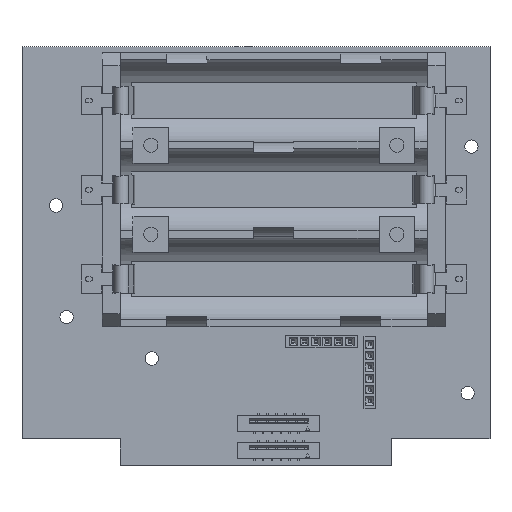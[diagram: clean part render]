
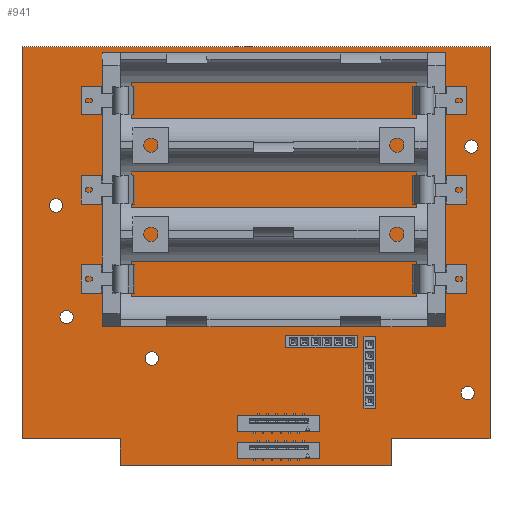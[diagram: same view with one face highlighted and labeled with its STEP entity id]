
A CAD part, top view. The second image highlights one B-rep face of the part: STEP entity #941.
In plain terms, the highlighted planar face has unit normal (0, 0, 1).
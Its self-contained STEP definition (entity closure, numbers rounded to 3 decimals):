
#72 = VERTEX_POINT('',#73);
#73 = CARTESIAN_POINT('',(70.,42.,0.411));
#79 = EDGE_CURVE('',#72,#80,#82,.T.);
#80 = VERTEX_POINT('',#81);
#81 = CARTESIAN_POINT('',(70.,130.,0.411));
#82 = LINE('',#83,#84);
#83 = CARTESIAN_POINT('',(70.,42.,0.411));
#84 = VECTOR('',#85,1.);
#85 = DIRECTION('',(0.,1.,0.));
#110 = EDGE_CURVE('',#80,#111,#113,.T.);
#111 = VERTEX_POINT('',#112);
#112 = CARTESIAN_POINT('',(175.,130.,0.411));
#113 = LINE('',#114,#115);
#114 = CARTESIAN_POINT('',(70.,130.,0.411));
#115 = VECTOR('',#116,1.);
#116 = DIRECTION('',(1.,0.,0.));
#141 = EDGE_CURVE('',#111,#142,#144,.T.);
#142 = VERTEX_POINT('',#143);
#143 = CARTESIAN_POINT('',(175.,42.,0.411));
#144 = LINE('',#145,#146);
#145 = CARTESIAN_POINT('',(175.,130.,0.411));
#146 = VECTOR('',#147,1.);
#147 = DIRECTION('',(0.,-1.,0.));
#172 = EDGE_CURVE('',#142,#173,#175,.T.);
#173 = VERTEX_POINT('',#174);
#174 = CARTESIAN_POINT('',(152.818,42.,0.411));
#175 = LINE('',#176,#177);
#176 = CARTESIAN_POINT('',(175.,42.,0.411));
#177 = VECTOR('',#178,1.);
#178 = DIRECTION('',(-1.,0.,0.));
#203 = EDGE_CURVE('',#173,#204,#206,.T.);
#204 = VERTEX_POINT('',#205);
#205 = CARTESIAN_POINT('',(152.818,36.,0.411));
#206 = LINE('',#207,#208);
#207 = CARTESIAN_POINT('',(152.818,42.,0.411));
#208 = VECTOR('',#209,1.);
#209 = DIRECTION('',(0.,-1.,0.));
#234 = EDGE_CURVE('',#204,#235,#237,.T.);
#235 = VERTEX_POINT('',#236);
#236 = CARTESIAN_POINT('',(92.,36.,0.411));
#237 = LINE('',#238,#239);
#238 = CARTESIAN_POINT('',(152.818,36.,0.411));
#239 = VECTOR('',#240,1.);
#240 = DIRECTION('',(-1.,0.,0.));
#265 = EDGE_CURVE('',#235,#266,#268,.T.);
#266 = VERTEX_POINT('',#267);
#267 = CARTESIAN_POINT('',(92.,42.,0.411));
#268 = LINE('',#269,#270);
#269 = CARTESIAN_POINT('',(92.,36.,0.411));
#270 = VECTOR('',#271,1.);
#271 = DIRECTION('',(0.,1.,0.));
#296 = EDGE_CURVE('',#266,#72,#297,.T.);
#297 = LINE('',#298,#299);
#298 = CARTESIAN_POINT('',(92.,42.,0.411));
#299 = VECTOR('',#300,1.);
#300 = DIRECTION('',(-1.,0.,0.));
#320 = VERTEX_POINT('',#321);
#321 = CARTESIAN_POINT('',(100.605,59.985,0.411));
#327 = EDGE_CURVE('',#320,#320,#328,.T.);
#328 = CIRCLE('',#329,1.5);
#329 = AXIS2_PLACEMENT_3D('',#330,#331,#332);
#330 = CARTESIAN_POINT('',(99.105,59.985,0.411));
#331 = DIRECTION('',(0.,0.,1.));
#332 = DIRECTION('',(1.,0.,-0.));
#353 = VERTEX_POINT('',#354);
#354 = CARTESIAN_POINT('',(131.236,63.795,0.411));
#360 = EDGE_CURVE('',#353,#353,#361,.T.);
#361 = CIRCLE('',#362,0.381);
#362 = AXIS2_PLACEMENT_3D('',#363,#364,#365);
#363 = CARTESIAN_POINT('',(130.855,63.795,0.411));
#364 = DIRECTION('',(0.,0.,1.));
#365 = DIRECTION('',(1.,0.,-0.));
#386 = VERTEX_POINT('',#387);
#387 = CARTESIAN_POINT('',(141.396,63.795,0.411));
#393 = EDGE_CURVE('',#386,#386,#394,.T.);
#394 = CIRCLE('',#395,0.381);
#395 = AXIS2_PLACEMENT_3D('',#396,#397,#398);
#396 = CARTESIAN_POINT('',(141.015,63.795,0.411));
#397 = DIRECTION('',(0.,0.,1.));
#398 = DIRECTION('',(1.,0.,-0.));
#419 = VERTEX_POINT('',#420);
#420 = CARTESIAN_POINT('',(133.776,63.795,0.411));
#426 = EDGE_CURVE('',#419,#419,#427,.T.);
#427 = CIRCLE('',#428,0.381);
#428 = AXIS2_PLACEMENT_3D('',#429,#430,#431);
#429 = CARTESIAN_POINT('',(133.395,63.795,0.411));
#430 = DIRECTION('',(0.,0.,1.));
#431 = DIRECTION('',(1.,0.,-0.));
#452 = VERTEX_POINT('',#453);
#453 = CARTESIAN_POINT('',(81.508,69.285,0.411));
#459 = EDGE_CURVE('',#452,#452,#460,.T.);
#460 = CIRCLE('',#461,1.5);
#461 = AXIS2_PLACEMENT_3D('',#462,#463,#464);
#462 = CARTESIAN_POINT('',(80.008,69.285,0.411));
#463 = DIRECTION('',(0.,0.,1.));
#464 = DIRECTION('',(1.,0.,-0.));
#485 = VERTEX_POINT('',#486);
#486 = CARTESIAN_POINT('',(79.107,94.316,0.411));
#492 = EDGE_CURVE('',#485,#485,#493,.T.);
#493 = CIRCLE('',#494,1.5);
#494 = AXIS2_PLACEMENT_3D('',#495,#496,#497);
#495 = CARTESIAN_POINT('',(77.607,94.316,0.411));
#496 = DIRECTION('',(0.,0.,1.));
#497 = DIRECTION('',(1.,0.,-0.));
#518 = VERTEX_POINT('',#519);
#519 = CARTESIAN_POINT('',(138.856,63.795,0.411));
#525 = EDGE_CURVE('',#518,#518,#526,.T.);
#526 = CIRCLE('',#527,0.381);
#527 = AXIS2_PLACEMENT_3D('',#528,#529,#530);
#528 = CARTESIAN_POINT('',(138.475,63.795,0.411));
#529 = DIRECTION('',(0.,0.,1.));
#530 = DIRECTION('',(1.,0.,-0.));
#551 = VERTEX_POINT('',#552);
#552 = CARTESIAN_POINT('',(136.316,63.795,0.411));
#558 = EDGE_CURVE('',#551,#551,#559,.T.);
#559 = CIRCLE('',#560,0.381);
#560 = AXIS2_PLACEMENT_3D('',#561,#562,#563);
#561 = CARTESIAN_POINT('',(135.935,63.795,0.411));
#562 = DIRECTION('',(0.,0.,1.));
#563 = DIRECTION('',(1.,0.,-0.));
#584 = VERTEX_POINT('',#585);
#585 = CARTESIAN_POINT('',(148.381,50.46,0.411));
#591 = EDGE_CURVE('',#584,#584,#592,.T.);
#592 = CIRCLE('',#593,0.381);
#593 = AXIS2_PLACEMENT_3D('',#594,#595,#596);
#594 = CARTESIAN_POINT('',(148.,50.46,0.411));
#595 = DIRECTION('',(0.,0.,1.));
#596 = DIRECTION('',(1.,0.,-0.));
#617 = VERTEX_POINT('',#618);
#618 = CARTESIAN_POINT('',(148.381,53.,0.411));
#624 = EDGE_CURVE('',#617,#617,#625,.T.);
#625 = CIRCLE('',#626,0.381);
#626 = AXIS2_PLACEMENT_3D('',#627,#628,#629);
#627 = CARTESIAN_POINT('',(148.,53.,0.411));
#628 = DIRECTION('',(0.,0.,1.));
#629 = DIRECTION('',(1.,0.,-0.));
#650 = VERTEX_POINT('',#651);
#651 = CARTESIAN_POINT('',(171.498,52.231,0.411));
#657 = EDGE_CURVE('',#650,#650,#658,.T.);
#658 = CIRCLE('',#659,1.5);
#659 = AXIS2_PLACEMENT_3D('',#660,#661,#662);
#660 = CARTESIAN_POINT('',(169.998,52.231,0.411));
#661 = DIRECTION('',(0.,0.,1.));
#662 = DIRECTION('',(1.,0.,-0.));
#683 = VERTEX_POINT('',#684);
#684 = CARTESIAN_POINT('',(148.381,55.54,0.411));
#690 = EDGE_CURVE('',#683,#683,#691,.T.);
#691 = CIRCLE('',#692,0.381);
#692 = AXIS2_PLACEMENT_3D('',#693,#694,#695);
#693 = CARTESIAN_POINT('',(148.,55.54,0.411));
#694 = DIRECTION('',(0.,0.,1.));
#695 = DIRECTION('',(1.,0.,-0.));
#716 = VERTEX_POINT('',#717);
#717 = CARTESIAN_POINT('',(148.381,60.62,0.411));
#723 = EDGE_CURVE('',#716,#716,#724,.T.);
#724 = CIRCLE('',#725,0.381);
#725 = AXIS2_PLACEMENT_3D('',#726,#727,#728);
#726 = CARTESIAN_POINT('',(148.,60.62,0.411));
#727 = DIRECTION('',(0.,0.,1.));
#728 = DIRECTION('',(1.,0.,-0.));
#749 = VERTEX_POINT('',#750);
#750 = CARTESIAN_POINT('',(143.936,63.795,0.411));
#756 = EDGE_CURVE('',#749,#749,#757,.T.);
#757 = CIRCLE('',#758,0.381);
#758 = AXIS2_PLACEMENT_3D('',#759,#760,#761);
#759 = CARTESIAN_POINT('',(143.555,63.795,0.411));
#760 = DIRECTION('',(0.,0.,1.));
#761 = DIRECTION('',(1.,0.,-0.));
#782 = VERTEX_POINT('',#783);
#783 = CARTESIAN_POINT('',(148.381,58.08,0.411));
#789 = EDGE_CURVE('',#782,#782,#790,.T.);
#790 = CIRCLE('',#791,0.381);
#791 = AXIS2_PLACEMENT_3D('',#792,#793,#794);
#792 = CARTESIAN_POINT('',(148.,58.08,0.411));
#793 = DIRECTION('',(0.,0.,1.));
#794 = DIRECTION('',(1.,0.,-0.));
#815 = VERTEX_POINT('',#816);
#816 = CARTESIAN_POINT('',(148.381,63.16,0.411));
#822 = EDGE_CURVE('',#815,#815,#823,.T.);
#823 = CIRCLE('',#824,0.381);
#824 = AXIS2_PLACEMENT_3D('',#825,#826,#827);
#825 = CARTESIAN_POINT('',(148.,63.16,0.411));
#826 = DIRECTION('',(0.,0.,1.));
#827 = DIRECTION('',(1.,0.,-0.));
#848 = VERTEX_POINT('',#849);
#849 = CARTESIAN_POINT('',(172.323,107.531,0.411));
#855 = EDGE_CURVE('',#848,#848,#856,.T.);
#856 = CIRCLE('',#857,1.5);
#857 = AXIS2_PLACEMENT_3D('',#858,#859,#860);
#858 = CARTESIAN_POINT('',(170.823,107.531,0.411));
#859 = DIRECTION('',(0.,0.,1.));
#860 = DIRECTION('',(1.,0.,-0.));
#941 = ADVANCED_FACE('',(#942,#952,#955,#958,#961,#964,#967,#970,#973,
    #976,#979,#982,#985,#988,#991,#994,#997,#1000),#1003,.F.);
#942 = FACE_BOUND('',#943,.F.);
#943 = EDGE_LOOP('',(#944,#945,#946,#947,#948,#949,#950,#951));
#944 = ORIENTED_EDGE('',*,*,#79,.T.);
#945 = ORIENTED_EDGE('',*,*,#110,.T.);
#946 = ORIENTED_EDGE('',*,*,#141,.T.);
#947 = ORIENTED_EDGE('',*,*,#172,.T.);
#948 = ORIENTED_EDGE('',*,*,#203,.T.);
#949 = ORIENTED_EDGE('',*,*,#234,.T.);
#950 = ORIENTED_EDGE('',*,*,#265,.T.);
#951 = ORIENTED_EDGE('',*,*,#296,.T.);
#952 = FACE_BOUND('',#953,.F.);
#953 = EDGE_LOOP('',(#954));
#954 = ORIENTED_EDGE('',*,*,#327,.T.);
#955 = FACE_BOUND('',#956,.F.);
#956 = EDGE_LOOP('',(#957));
#957 = ORIENTED_EDGE('',*,*,#360,.T.);
#958 = FACE_BOUND('',#959,.F.);
#959 = EDGE_LOOP('',(#960));
#960 = ORIENTED_EDGE('',*,*,#393,.T.);
#961 = FACE_BOUND('',#962,.F.);
#962 = EDGE_LOOP('',(#963));
#963 = ORIENTED_EDGE('',*,*,#426,.T.);
#964 = FACE_BOUND('',#965,.F.);
#965 = EDGE_LOOP('',(#966));
#966 = ORIENTED_EDGE('',*,*,#459,.T.);
#967 = FACE_BOUND('',#968,.F.);
#968 = EDGE_LOOP('',(#969));
#969 = ORIENTED_EDGE('',*,*,#492,.T.);
#970 = FACE_BOUND('',#971,.F.);
#971 = EDGE_LOOP('',(#972));
#972 = ORIENTED_EDGE('',*,*,#525,.T.);
#973 = FACE_BOUND('',#974,.F.);
#974 = EDGE_LOOP('',(#975));
#975 = ORIENTED_EDGE('',*,*,#558,.T.);
#976 = FACE_BOUND('',#977,.F.);
#977 = EDGE_LOOP('',(#978));
#978 = ORIENTED_EDGE('',*,*,#591,.T.);
#979 = FACE_BOUND('',#980,.F.);
#980 = EDGE_LOOP('',(#981));
#981 = ORIENTED_EDGE('',*,*,#624,.T.);
#982 = FACE_BOUND('',#983,.F.);
#983 = EDGE_LOOP('',(#984));
#984 = ORIENTED_EDGE('',*,*,#657,.T.);
#985 = FACE_BOUND('',#986,.F.);
#986 = EDGE_LOOP('',(#987));
#987 = ORIENTED_EDGE('',*,*,#690,.T.);
#988 = FACE_BOUND('',#989,.F.);
#989 = EDGE_LOOP('',(#990));
#990 = ORIENTED_EDGE('',*,*,#723,.T.);
#991 = FACE_BOUND('',#992,.F.);
#992 = EDGE_LOOP('',(#993));
#993 = ORIENTED_EDGE('',*,*,#756,.T.);
#994 = FACE_BOUND('',#995,.F.);
#995 = EDGE_LOOP('',(#996));
#996 = ORIENTED_EDGE('',*,*,#789,.T.);
#997 = FACE_BOUND('',#998,.F.);
#998 = EDGE_LOOP('',(#999));
#999 = ORIENTED_EDGE('',*,*,#822,.T.);
#1000 = FACE_BOUND('',#1001,.F.);
#1001 = EDGE_LOOP('',(#1002));
#1002 = ORIENTED_EDGE('',*,*,#855,.T.);
#1003 = PLANE('',#1004);
#1004 = AXIS2_PLACEMENT_3D('',#1005,#1006,#1007);
#1005 = CARTESIAN_POINT('',(122.497,83.666,0.411));
#1006 = DIRECTION('',(-0.,-0.,-1.));
#1007 = DIRECTION('',(-1.,0.,0.));
